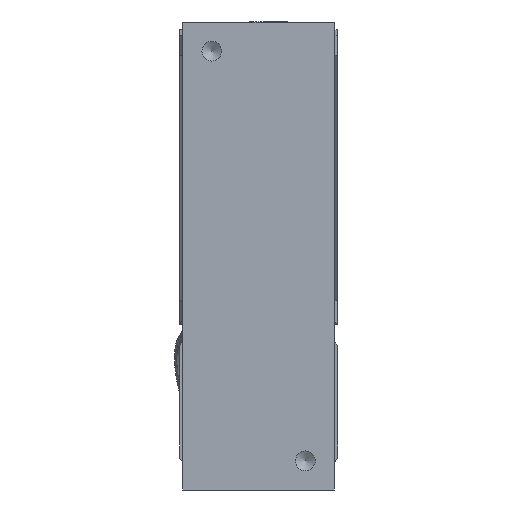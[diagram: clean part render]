
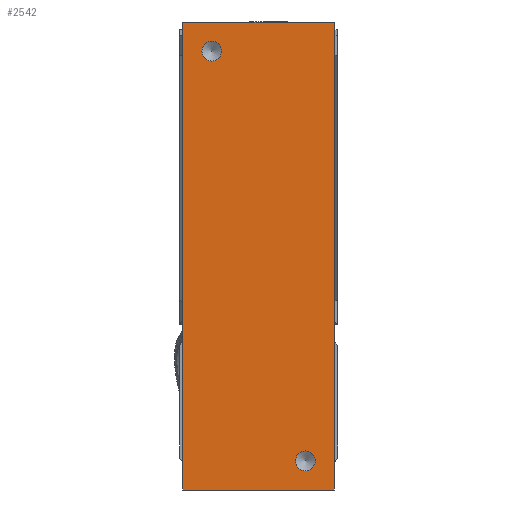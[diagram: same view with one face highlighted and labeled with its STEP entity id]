
A CAD part, front view. The second image highlights one B-rep face of the part: STEP entity #2542.
In plain terms, the highlighted planar face has unit normal (0, -1, 0).
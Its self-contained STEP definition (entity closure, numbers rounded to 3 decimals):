
#327=CARTESIAN_POINT('',(-12.5,-12.5,-38.5));
#328=VERTEX_POINT('',#327);
#343=CARTESIAN_POINT('',(12.5,-12.5,-38.5));
#344=VERTEX_POINT('',#343);
#351=CARTESIAN_POINT('',(-12.5,-12.5,-38.5));
#352=DIRECTION('',(1.0,0.0,0.0));
#353=VECTOR('',#352,25.);
#354=LINE('',#351,#353);
#355=EDGE_CURVE('',#328,#344,#354,.T.);
#370=CARTESIAN_POINT('',(12.5,-12.5,38.5));
#371=VERTEX_POINT('',#370);
#386=CARTESIAN_POINT('',(-12.5,-12.5,38.5));
#387=VERTEX_POINT('',#386);
#394=CARTESIAN_POINT('',(12.5,-12.5,38.5));
#395=DIRECTION('',(-1.0,0.0,0.0));
#396=VECTOR('',#395,25.);
#397=LINE('',#394,#396);
#398=EDGE_CURVE('',#371,#387,#397,.T.);
#2495=CARTESIAN_POINT('',(-12.5,-12.5,38.5));
#2496=DIRECTION('',(0.0,0.0,-1.0));
#2497=VECTOR('',#2496,77.0);
#2498=LINE('',#2495,#2497);
#2499=EDGE_CURVE('',#387,#328,#2498,.T.);
#2504=CARTESIAN_POINT('',(12.5,-12.5,0.0));
#2505=DIRECTION('',(0.0,-1.0,0.0));
#2506=DIRECTION('',(0.0,0.0,-1.0));
#2507=AXIS2_PLACEMENT_3D('',#2504,#2505,#2506);
#2508=PLANE('',#2507);
#2509=ORIENTED_EDGE('',*,*,#398,.T.);
#2510=ORIENTED_EDGE('',*,*,#2499,.T.);
#2511=ORIENTED_EDGE('',*,*,#355,.T.);
#2512=CARTESIAN_POINT('',(12.5,-12.5,38.5));
#2513=DIRECTION('',(0.0,0.0,-1.0));
#2514=VECTOR('',#2513,77.0);
#2515=LINE('',#2512,#2514);
#2516=EDGE_CURVE('',#371,#344,#2515,.T.);
#2517=ORIENTED_EDGE('',*,*,#2516,.F.);
#2518=EDGE_LOOP('',(#2509,#2510,#2511,#2517));
#2519=FACE_OUTER_BOUND('',#2518,.T.);
#2520=CARTESIAN_POINT('',(-6.079,-12.5,33.7));
#2521=VERTEX_POINT('',#2520);
#2522=CARTESIAN_POINT('',(-7.7,-12.5,33.7));
#2523=DIRECTION('',(0.0,1.0,0.0));
#2524=DIRECTION('',(1.0,0.0,0.0));
#2525=AXIS2_PLACEMENT_3D('',#2522,#2523,#2524);
#2526=CIRCLE('',#2525,1.621);
#2527=EDGE_CURVE('',#2521,#2521,#2526,.T.);
#2528=ORIENTED_EDGE('',*,*,#2527,.T.);
#2529=EDGE_LOOP('',(#2528));
#2530=FACE_BOUND('',#2529,.T.);
#2531=CARTESIAN_POINT('',(9.321,-12.5,-33.7));
#2532=VERTEX_POINT('',#2531);
#2533=CARTESIAN_POINT('',(7.7,-12.5,-33.7));
#2534=DIRECTION('',(0.0,1.0,0.0));
#2535=DIRECTION('',(1.0,0.0,0.0));
#2536=AXIS2_PLACEMENT_3D('',#2533,#2534,#2535);
#2537=CIRCLE('',#2536,1.621);
#2538=EDGE_CURVE('',#2532,#2532,#2537,.T.);
#2539=ORIENTED_EDGE('',*,*,#2538,.T.);
#2540=EDGE_LOOP('',(#2539));
#2541=FACE_BOUND('',#2540,.T.);
#2542=ADVANCED_FACE('',(#2519,#2530,#2541),#2508,.T.);
